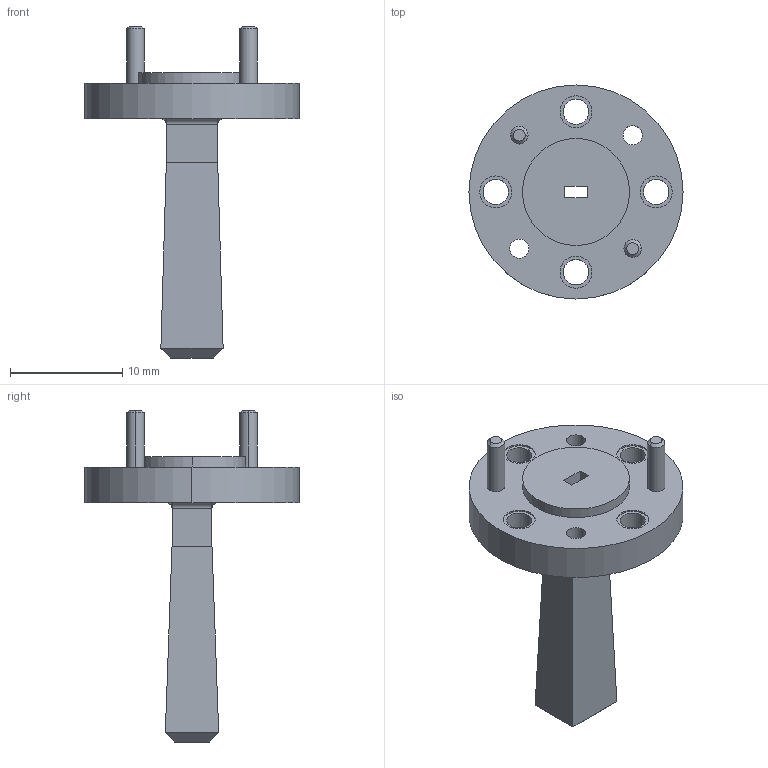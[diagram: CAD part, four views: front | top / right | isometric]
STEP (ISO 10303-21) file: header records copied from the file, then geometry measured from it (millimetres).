
FILE_DESCRIPTION (( 'STEP AP214' ), '1' );
FILE_NAME ('PEWAN1021-FMWAN1021.step', '2021-05-25T15:51:19', ( '' ), ( '' ), 'SwSTEP 2.0', 'SolidWorks 2020', '' );
FILE_SCHEMA (( 'AUTOMOTIVE_DESIGN' ));
Length unit declared in the file: inch
Products named in the file (1): PEWAN1021-FMWAN1021
Bounding box: 19.05 x 19.05 x 29.54 mm (x, y, z)
Volume: 1261.2 mm3; surface area: 1487.3 mm2
Topology: 1 solids, 1 shells, 82 faces, 188 edges, 116 vertices
Faces by surface type: cylinder 40, plane 34, cone 4, torus 4
Entity records: 2420 total; most frequent: DIRECTION 434, CARTESIAN_POINT 395, ORIENTED_EDGE 368, EDGE_CURVE 184, AXIS2_PLACEMENT_3D 171, VERTEX_POINT 116, EDGE_LOOP 108, VECTOR 92
